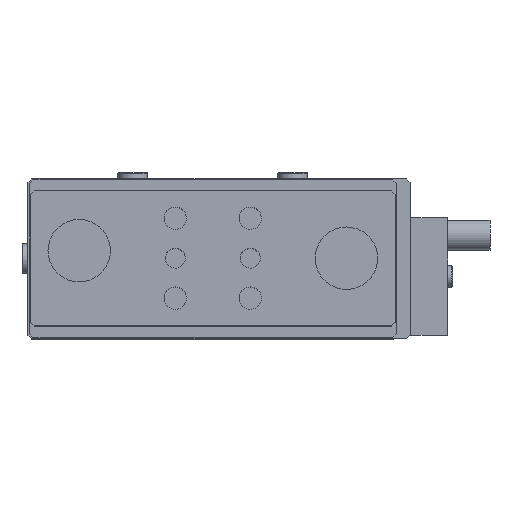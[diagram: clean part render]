
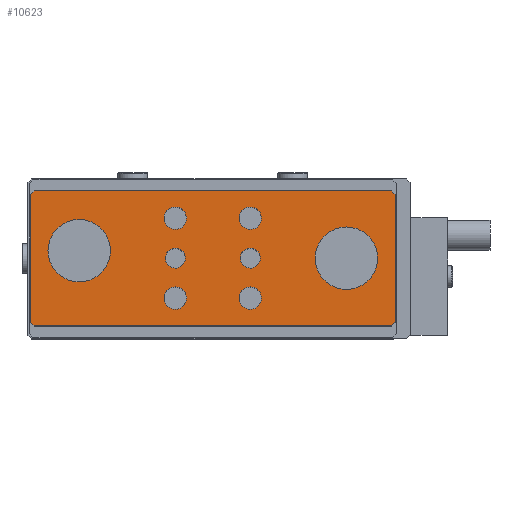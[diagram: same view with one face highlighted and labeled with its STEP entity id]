
A CAD part, top view. The second image highlights one B-rep face of the part: STEP entity #10623.
In plain terms, the highlighted planar face has unit normal (0, 0, 1).
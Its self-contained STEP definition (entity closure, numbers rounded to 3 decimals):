
#10381=AXIS2_PLACEMENT_3D('Circle Axis2P3D',#10379,#10380,$) ;
#10407=AXIS2_PLACEMENT_3D('Circle Axis2P3D',#10405,#10406,$) ;
#10425=AXIS2_PLACEMENT_3D('Plane Axis2P3D',#10422,#10423,#10424) ;
#10499=AXIS2_PLACEMENT_3D('Circle Axis2P3D',#10497,#10498,$) ;
#10508=AXIS2_PLACEMENT_3D('Circle Axis2P3D',#10506,#10507,$) ;
#10517=AXIS2_PLACEMENT_3D('Circle Axis2P3D',#10515,#10516,$) ;
#10526=AXIS2_PLACEMENT_3D('Circle Axis2P3D',#10524,#10525,$) ;
#10535=AXIS2_PLACEMENT_3D('Circle Axis2P3D',#10533,#10534,$) ;
#10544=AXIS2_PLACEMENT_3D('Circle Axis2P3D',#10542,#10543,$) ;
#10553=AXIS2_PLACEMENT_3D('Circle Axis2P3D',#10551,#10552,$) ;
#10562=AXIS2_PLACEMENT_3D('Circle Axis2P3D',#10560,#10561,$) ;
#10571=AXIS2_PLACEMENT_3D('Circle Axis2P3D',#10569,#10570,$) ;
#10580=AXIS2_PLACEMENT_3D('Circle Axis2P3D',#10578,#10579,$) ;
#10589=AXIS2_PLACEMENT_3D('Circle Axis2P3D',#10587,#10588,$) ;
#10598=AXIS2_PLACEMENT_3D('Circle Axis2P3D',#10596,#10597,$) ;
#10607=AXIS2_PLACEMENT_3D('Circle Axis2P3D',#10605,#10606,$) ;
#10616=AXIS2_PLACEMENT_3D('Circle Axis2P3D',#10614,#10615,$) ;
#10374=CARTESIAN_POINT('Vertex',(-64.99,1.918,98.)) ;
#10379=CARTESIAN_POINT('Axis2P3D Location',(-68.5,0.,98.)) ;
#10383=CARTESIAN_POINT('Vertex',(-72.01,-1.918,98.)) ;
#10405=CARTESIAN_POINT('Axis2P3D Location',(-68.5,0.,98.)) ;
#10422=CARTESIAN_POINT('Axis2P3D Location',(0.,0.,98.)) ;
#10427=CARTESIAN_POINT('Line Origine',(-53.5,27.,98.)) ;
#10431=CARTESIAN_POINT('Vertex',(18.,27.,98.)) ;
#10433=CARTESIAN_POINT('Vertex',(-125.,27.,98.)) ;
#10436=CARTESIAN_POINT('Line Origine',(-125.75,26.25,98.)) ;
#10440=CARTESIAN_POINT('Vertex',(-126.5,25.5,98.)) ;
#10443=CARTESIAN_POINT('Line Origine',(-126.5,0.,98.)) ;
#10447=CARTESIAN_POINT('Vertex',(-126.5,-25.5,98.)) ;
#10450=CARTESIAN_POINT('Line Origine',(-125.75,-26.25,98.)) ;
#10454=CARTESIAN_POINT('Vertex',(-125.,-27.,98.)) ;
#10457=CARTESIAN_POINT('Line Origine',(-53.5,-27.,98.)) ;
#10461=CARTESIAN_POINT('Vertex',(18.,-27.,98.)) ;
#10464=CARTESIAN_POINT('Line Origine',(18.75,-26.25,98.)) ;
#10468=CARTESIAN_POINT('Vertex',(19.5,-25.5,98.)) ;
#10471=CARTESIAN_POINT('Line Origine',(19.5,0.,98.)) ;
#10475=CARTESIAN_POINT('Vertex',(19.5,25.5,98.)) ;
#10478=CARTESIAN_POINT('Line Origine',(18.75,26.25,98.)) ;
#10497=CARTESIAN_POINT('Axis2P3D Location',(-38.5,0.,98.)) ;
#10501=CARTESIAN_POINT('Vertex',(-34.99,1.918,98.)) ;
#10503=CARTESIAN_POINT('Vertex',(-42.01,-1.918,98.)) ;
#10506=CARTESIAN_POINT('Axis2P3D Location',(-38.5,0.,98.)) ;
#10515=CARTESIAN_POINT('Axis2P3D Location',(-38.5,-16.,98.)) ;
#10519=CARTESIAN_POINT('Vertex',(-34.551,-13.843,98.)) ;
#10521=CARTESIAN_POINT('Vertex',(-42.449,-18.157,98.)) ;
#10524=CARTESIAN_POINT('Axis2P3D Location',(-38.5,-16.,98.)) ;
#10533=CARTESIAN_POINT('Axis2P3D Location',(0.,0.,98.)) ;
#10537=CARTESIAN_POINT('Vertex',(12.5,0.,98.)) ;
#10539=CARTESIAN_POINT('Vertex',(-12.5,0.,98.)) ;
#10542=CARTESIAN_POINT('Axis2P3D Location',(0.,0.,98.)) ;
#10551=CARTESIAN_POINT('Axis2P3D Location',(-107.,3.,98.)) ;
#10555=CARTESIAN_POINT('Vertex',(-94.5,3.,98.)) ;
#10557=CARTESIAN_POINT('Vertex',(-119.5,3.,98.)) ;
#10560=CARTESIAN_POINT('Axis2P3D Location',(-107.,3.,98.)) ;
#10569=CARTESIAN_POINT('Axis2P3D Location',(-38.5,16.,98.)) ;
#10573=CARTESIAN_POINT('Vertex',(-42.449,13.843,98.)) ;
#10575=CARTESIAN_POINT('Vertex',(-34.551,18.157,98.)) ;
#10578=CARTESIAN_POINT('Axis2P3D Location',(-38.5,16.,98.)) ;
#10587=CARTESIAN_POINT('Axis2P3D Location',(-68.5,16.,98.)) ;
#10591=CARTESIAN_POINT('Vertex',(-72.449,13.843,98.)) ;
#10593=CARTESIAN_POINT('Vertex',(-64.551,18.157,98.)) ;
#10596=CARTESIAN_POINT('Axis2P3D Location',(-68.5,16.,98.)) ;
#10605=CARTESIAN_POINT('Axis2P3D Location',(-68.5,-16.,98.)) ;
#10609=CARTESIAN_POINT('Vertex',(-72.449,-18.157,98.)) ;
#10611=CARTESIAN_POINT('Vertex',(-64.551,-13.843,98.)) ;
#10614=CARTESIAN_POINT('Axis2P3D Location',(-68.5,-16.,98.)) ;
#10380=DIRECTION('Axis2P3D Direction',(0.,0.,1.)) ;
#10406=DIRECTION('Axis2P3D Direction',(0.,0.,1.)) ;
#10423=DIRECTION('Axis2P3D Direction',(0.,0.,1.)) ;
#10424=DIRECTION('Axis2P3D XDirection',(1.,0.,0.)) ;
#10428=DIRECTION('Vector Direction',(1.,0.,0.)) ;
#10437=DIRECTION('Vector Direction',(0.707,0.707,0.)) ;
#10444=DIRECTION('Vector Direction',(0.,-1.,0.)) ;
#10451=DIRECTION('Vector Direction',(0.707,-0.707,0.)) ;
#10458=DIRECTION('Vector Direction',(-1.,0.,0.)) ;
#10465=DIRECTION('Vector Direction',(-0.707,-0.707,0.)) ;
#10472=DIRECTION('Vector Direction',(0.,1.,0.)) ;
#10479=DIRECTION('Vector Direction',(0.707,-0.707,0.)) ;
#10498=DIRECTION('Axis2P3D Direction',(0.,0.,1.)) ;
#10507=DIRECTION('Axis2P3D Direction',(0.,0.,1.)) ;
#10516=DIRECTION('Axis2P3D Direction',(0.,0.,1.)) ;
#10525=DIRECTION('Axis2P3D Direction',(0.,0.,1.)) ;
#10534=DIRECTION('Axis2P3D Direction',(0.,0.,1.)) ;
#10543=DIRECTION('Axis2P3D Direction',(0.,0.,1.)) ;
#10552=DIRECTION('Axis2P3D Direction',(0.,0.,1.)) ;
#10561=DIRECTION('Axis2P3D Direction',(0.,0.,1.)) ;
#10570=DIRECTION('Axis2P3D Direction',(0.,0.,1.)) ;
#10579=DIRECTION('Axis2P3D Direction',(0.,0.,1.)) ;
#10588=DIRECTION('Axis2P3D Direction',(0.,0.,1.)) ;
#10597=DIRECTION('Axis2P3D Direction',(0.,0.,1.)) ;
#10606=DIRECTION('Axis2P3D Direction',(0.,0.,1.)) ;
#10615=DIRECTION('Axis2P3D Direction',(0.,0.,1.)) ;
#10429=VECTOR('Line Direction',#10428,1.) ;
#10438=VECTOR('Line Direction',#10437,1.) ;
#10445=VECTOR('Line Direction',#10444,1.) ;
#10452=VECTOR('Line Direction',#10451,1.) ;
#10459=VECTOR('Line Direction',#10458,1.) ;
#10466=VECTOR('Line Direction',#10465,1.) ;
#10473=VECTOR('Line Direction',#10472,1.) ;
#10480=VECTOR('Line Direction',#10479,1.) ;
#10484=ORIENTED_EDGE('',*,*,#10435,.T.) ;
#10485=ORIENTED_EDGE('',*,*,#10442,.F.) ;
#10486=ORIENTED_EDGE('',*,*,#10449,.T.) ;
#10487=ORIENTED_EDGE('',*,*,#10456,.F.) ;
#10488=ORIENTED_EDGE('',*,*,#10463,.T.) ;
#10489=ORIENTED_EDGE('',*,*,#10470,.F.) ;
#10490=ORIENTED_EDGE('',*,*,#10477,.T.) ;
#10491=ORIENTED_EDGE('',*,*,#10482,.F.) ;
#10494=ORIENTED_EDGE('',*,*,#10409,.F.) ;
#10495=ORIENTED_EDGE('',*,*,#10385,.F.) ;
#10512=ORIENTED_EDGE('',*,*,#10505,.F.) ;
#10513=ORIENTED_EDGE('',*,*,#10510,.F.) ;
#10530=ORIENTED_EDGE('',*,*,#10523,.F.) ;
#10531=ORIENTED_EDGE('',*,*,#10528,.F.) ;
#10548=ORIENTED_EDGE('',*,*,#10541,.F.) ;
#10549=ORIENTED_EDGE('',*,*,#10546,.F.) ;
#10566=ORIENTED_EDGE('',*,*,#10559,.F.) ;
#10567=ORIENTED_EDGE('',*,*,#10564,.F.) ;
#10584=ORIENTED_EDGE('',*,*,#10577,.F.) ;
#10585=ORIENTED_EDGE('',*,*,#10582,.F.) ;
#10602=ORIENTED_EDGE('',*,*,#10595,.F.) ;
#10603=ORIENTED_EDGE('',*,*,#10600,.F.) ;
#10620=ORIENTED_EDGE('',*,*,#10613,.F.) ;
#10621=ORIENTED_EDGE('',*,*,#10618,.F.) ;
#10496=FACE_BOUND('',#10493,.T.) ;
#10514=FACE_BOUND('',#10511,.T.) ;
#10532=FACE_BOUND('',#10529,.T.) ;
#10550=FACE_BOUND('',#10547,.T.) ;
#10568=FACE_BOUND('',#10565,.T.) ;
#10586=FACE_BOUND('',#10583,.T.) ;
#10604=FACE_BOUND('',#10601,.T.) ;
#10622=FACE_BOUND('',#10619,.T.) ;
#10623=ADVANCED_FACE('ausgefahren',(#10492,#10496,#10514,#10532,#10550,#10568,#10586,#10604,#10622),#10426,.T.) ;
#10382=CIRCLE('generated circle',#10381,4.) ;
#10408=CIRCLE('generated circle',#10407,4.) ;
#10500=CIRCLE('generated circle',#10499,4.) ;
#10509=CIRCLE('generated circle',#10508,4.) ;
#10518=CIRCLE('generated circle',#10517,4.5) ;
#10527=CIRCLE('generated circle',#10526,4.5) ;
#10536=CIRCLE('generated circle',#10535,12.5) ;
#10545=CIRCLE('generated circle',#10544,12.5) ;
#10554=CIRCLE('generated circle',#10553,12.5) ;
#10563=CIRCLE('generated circle',#10562,12.5) ;
#10572=CIRCLE('generated circle',#10571,4.5) ;
#10581=CIRCLE('generated circle',#10580,4.5) ;
#10590=CIRCLE('generated circle',#10589,4.5) ;
#10599=CIRCLE('generated circle',#10598,4.5) ;
#10608=CIRCLE('generated circle',#10607,4.5) ;
#10617=CIRCLE('generated circle',#10616,4.5) ;
#10385=EDGE_CURVE('',#10375,#10384,#10382,.T.) ;
#10409=EDGE_CURVE('',#10384,#10375,#10408,.T.) ;
#10435=EDGE_CURVE('',#10432,#10434,#10430,.F.) ;
#10442=EDGE_CURVE('',#10441,#10434,#10439,.T.) ;
#10449=EDGE_CURVE('',#10441,#10448,#10446,.T.) ;
#10456=EDGE_CURVE('',#10455,#10448,#10453,.F.) ;
#10463=EDGE_CURVE('',#10455,#10462,#10460,.F.) ;
#10470=EDGE_CURVE('',#10469,#10462,#10467,.T.) ;
#10477=EDGE_CURVE('',#10469,#10476,#10474,.T.) ;
#10482=EDGE_CURVE('',#10432,#10476,#10481,.T.) ;
#10505=EDGE_CURVE('',#10502,#10504,#10500,.T.) ;
#10510=EDGE_CURVE('',#10504,#10502,#10509,.T.) ;
#10523=EDGE_CURVE('',#10520,#10522,#10518,.T.) ;
#10528=EDGE_CURVE('',#10522,#10520,#10527,.T.) ;
#10541=EDGE_CURVE('',#10538,#10540,#10536,.T.) ;
#10546=EDGE_CURVE('',#10540,#10538,#10545,.T.) ;
#10559=EDGE_CURVE('',#10556,#10558,#10554,.T.) ;
#10564=EDGE_CURVE('',#10558,#10556,#10563,.T.) ;
#10577=EDGE_CURVE('',#10574,#10576,#10572,.T.) ;
#10582=EDGE_CURVE('',#10576,#10574,#10581,.T.) ;
#10595=EDGE_CURVE('',#10592,#10594,#10590,.T.) ;
#10600=EDGE_CURVE('',#10594,#10592,#10599,.T.) ;
#10613=EDGE_CURVE('',#10610,#10612,#10608,.T.) ;
#10618=EDGE_CURVE('',#10612,#10610,#10617,.T.) ;
#10483=EDGE_LOOP('',(#10484,#10485,#10486,#10487,#10488,#10489,#10490,#10491)) ;
#10493=EDGE_LOOP('',(#10494,#10495)) ;
#10511=EDGE_LOOP('',(#10512,#10513)) ;
#10529=EDGE_LOOP('',(#10530,#10531)) ;
#10547=EDGE_LOOP('',(#10548,#10549)) ;
#10565=EDGE_LOOP('',(#10566,#10567)) ;
#10583=EDGE_LOOP('',(#10584,#10585)) ;
#10601=EDGE_LOOP('',(#10602,#10603)) ;
#10619=EDGE_LOOP('',(#10620,#10621)) ;
#10492=FACE_OUTER_BOUND('',#10483,.T.) ;
#10430=LINE('Line',#10427,#10429) ;
#10439=LINE('Line',#10436,#10438) ;
#10446=LINE('Line',#10443,#10445) ;
#10453=LINE('Line',#10450,#10452) ;
#10460=LINE('Line',#10457,#10459) ;
#10467=LINE('Line',#10464,#10466) ;
#10474=LINE('Line',#10471,#10473) ;
#10481=LINE('Line',#10478,#10480) ;
#10426=PLANE('Plane',#10425) ;
#10375=VERTEX_POINT('',#10374) ;
#10384=VERTEX_POINT('',#10383) ;
#10432=VERTEX_POINT('',#10431) ;
#10434=VERTEX_POINT('',#10433) ;
#10441=VERTEX_POINT('',#10440) ;
#10448=VERTEX_POINT('',#10447) ;
#10455=VERTEX_POINT('',#10454) ;
#10462=VERTEX_POINT('',#10461) ;
#10469=VERTEX_POINT('',#10468) ;
#10476=VERTEX_POINT('',#10475) ;
#10502=VERTEX_POINT('',#10501) ;
#10504=VERTEX_POINT('',#10503) ;
#10520=VERTEX_POINT('',#10519) ;
#10522=VERTEX_POINT('',#10521) ;
#10538=VERTEX_POINT('',#10537) ;
#10540=VERTEX_POINT('',#10539) ;
#10556=VERTEX_POINT('',#10555) ;
#10558=VERTEX_POINT('',#10557) ;
#10574=VERTEX_POINT('',#10573) ;
#10576=VERTEX_POINT('',#10575) ;
#10592=VERTEX_POINT('',#10591) ;
#10594=VERTEX_POINT('',#10593) ;
#10610=VERTEX_POINT('',#10609) ;
#10612=VERTEX_POINT('',#10611) ;
